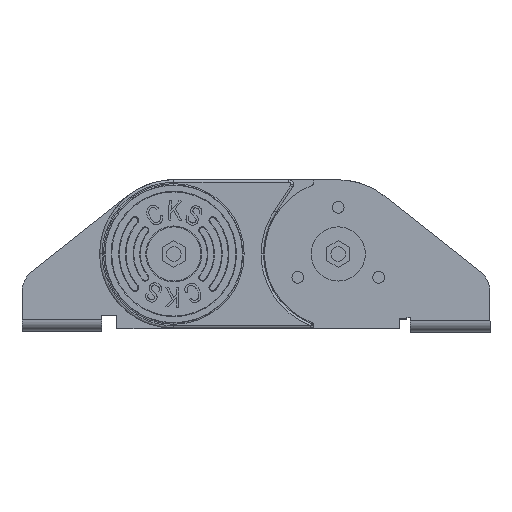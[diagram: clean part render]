
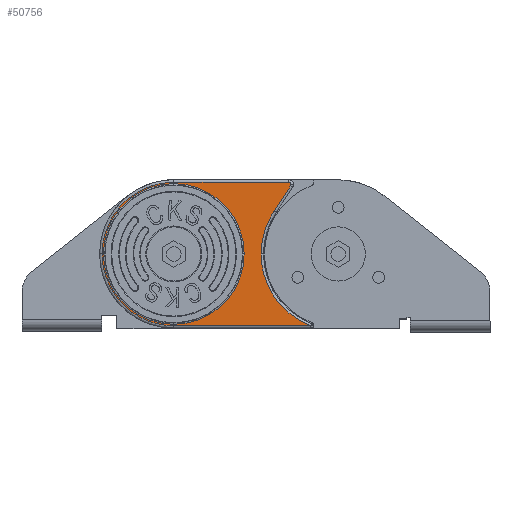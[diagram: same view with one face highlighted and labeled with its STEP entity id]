
A CAD part, top view. The second image highlights one B-rep face of the part: STEP entity #50756.
In plain terms, the highlighted planar face has unit normal (0, 0, 1).
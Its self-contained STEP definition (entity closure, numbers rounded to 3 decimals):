
#375 =( BOUNDED_CURVE ( )  B_SPLINE_CURVE ( 3, ( #33196, #48985, #33534, #21927 ),
 .UNSPECIFIED., .F., .T. ) 
 B_SPLINE_CURVE_WITH_KNOTS ( ( 4, 4 ),
 ( 0., 0.287 ),
 .UNSPECIFIED. ) 
 CURVE ( )  GEOMETRIC_REPRESENTATION_ITEM ( )  RATIONAL_B_SPLINE_CURVE ( ( 1., 0.9, 0.828, 0.786 ) ) 
 REPRESENTATION_ITEM ( '' )  );
#612 = ORIENTED_EDGE ( 'NONE', *, *, #20995, .T. ) ;
#841 = CARTESIAN_POINT ( 'NONE',  ( -43.256, 0.097, -38.955 ) ) ;
#1436 = VERTEX_POINT ( 'NONE', #39228 ) ;
#4144 = CARTESIAN_POINT ( 'NONE',  ( -4.315, 0.097, -38.955 ) ) ;
#5467 = DIRECTION ( 'NONE',  ( 0., 1., 0. ) ) ;
#5564 = CARTESIAN_POINT ( 'NONE',  ( -82.946, 26.557, -38.955 ) ) ;
#5627 = VECTOR ( 'NONE', #10045, 1000. ) ;
#5726 = CIRCLE ( 'NONE', #9085, 38.94 ) ;
#5743 = CARTESIAN_POINT ( 'NONE',  ( -63.101, 39.787, -38.955 ) ) ;
#5760 = EDGE_CURVE ( 'NONE', #12512, #16490, #36519, .T. ) ;
#7529 = FACE_BOUND ( 'NONE', #49296, .T. ) ;
#7603 = CARTESIAN_POINT ( 'NONE',  ( 5.074, 0.097, -38.955 ) ) ;
#8671 = EDGE_CURVE ( 'NONE', #49856, #1436, #35588, .T. ) ;
#8711 = VERTEX_POINT ( 'NONE', #44461 ) ;
#8790 = DIRECTION ( 'NONE',  ( -1., 0., 0. ) ) ;
#9085 = AXIS2_PLACEMENT_3D ( 'NONE', #40656, #36900, #5467 ) ;
#9672 = EDGE_CURVE ( 'NONE', #17395, #18158, #11500, .T. ) ;
#9717 = EDGE_CURVE ( 'NONE', #16490, #20618, #16799, .T. ) ;
#10045 = DIRECTION ( 'NONE',  ( 0.546, 0.838, 0. ) ) ;
#10049 = CARTESIAN_POINT ( 'NONE',  ( -82.946, 0.097, -38.955 ) ) ;
#10788 = ORIENTED_EDGE ( 'NONE', *, *, #33152, .T. ) ;
#11265 = CARTESIAN_POINT ( 'NONE',  ( -43.256, -39.593, -38.955 ) ) ;
#11500 =( BOUNDED_CURVE ( )  B_SPLINE_CURVE ( 3, ( #29481, #5743, #5564, #10049 ),
 .UNSPECIFIED., .F., .T. ) 
 B_SPLINE_CURVE_WITH_KNOTS ( ( 4, 4 ),
 ( 0., 0.5 ),
 .UNSPECIFIED. ) 
 CURVE ( )  GEOMETRIC_REPRESENTATION_ITEM ( )  RATIONAL_B_SPLINE_CURVE ( ( 1., 0.667, 0.5, 0.5 ) ) 
 REPRESENTATION_ITEM ( '' )  );
#12512 = VERTEX_POINT ( 'NONE', #44745 ) ;
#13316 = CARTESIAN_POINT ( 'NONE',  ( 21.046, 39.787, -38.955 ) ) ;
#14315 = CARTESIAN_POINT ( 'NONE',  ( 5.074, 8.973, -38.955 ) ) ;
#15463 = FACE_OUTER_BOUND ( 'NONE', #28467, .T. ) ;
#15916 = CARTESIAN_POINT ( 'NONE',  ( 21.633, 38.464, -38.955 ) ) ;
#16490 = VERTEX_POINT ( 'NONE', #40259 ) ;
#16799 =( BOUNDED_CURVE ( )  B_SPLINE_CURVE ( 3, ( #26434, #14315, #30512, #21988 ),
 .UNSPECIFIED., .F., .F. ) 
 B_SPLINE_CURVE_WITH_KNOTS ( ( 4, 4 ),
 ( 0.659, 1. ),
 .UNSPECIFIED. ) 
 CURVE ( )  GEOMETRIC_REPRESENTATION_ITEM ( )  RATIONAL_B_SPLINE_CURVE ( ( 0.827, 0.855, 0.913, 1. ) ) 
 REPRESENTATION_ITEM ( '' )  );
#16881 = LINE ( 'NONE', #41451, #24212 ) ;
#17395 = VERTEX_POINT ( 'NONE', #32123 ) ;
#17417 = VERTEX_POINT ( 'NONE', #43627 ) ;
#18158 = VERTEX_POINT ( 'NONE', #50640 ) ;
#18943 = CARTESIAN_POINT ( 'NONE',  ( -82.946, -26.363, -38.955 ) ) ;
#19124 = VERTEX_POINT ( 'NONE', #48700 ) ;
#19758 = ORIENTED_EDGE ( 'NONE', *, *, #8671, .T. ) ;
#20220 = CARTESIAN_POINT ( 'NONE',  ( -41.872, -40.929, -38.955 ) ) ;
#20618 = VERTEX_POINT ( 'NONE', #24388 ) ;
#20890 = DIRECTION ( 'NONE',  ( 0., 0., -1. ) ) ;
#20995 = EDGE_CURVE ( 'NONE', #36669, #8711, #5726, .T. ) ;
#21576 = EDGE_CURVE ( 'NONE', #20618, #19124, #29447, .T. ) ;
#21927 = CARTESIAN_POINT ( 'NONE',  ( 21.633, 38.464, -38.955 ) ) ;
#21988 = CARTESIAN_POINT ( 'NONE',  ( 12.472, 24.008, -38.955 ) ) ;
#22825 = CIRCLE ( 'NONE', #24195, 38.94 ) ;
#23208 = CARTESIAN_POINT ( 'NONE',  ( -41.872, -39.593, -38.955 ) ) ;
#23313 = CARTESIAN_POINT ( 'NONE',  ( 5.074, -18.851, -38.955 ) ) ;
#23315 = VECTOR ( 'NONE', #23380, 1000. ) ;
#23380 = DIRECTION ( 'NONE',  ( 1., 0., 0. ) ) ;
#23650 = CARTESIAN_POINT ( 'NONE',  ( 32.677, -39.593, -38.955 ) ) ;
#24195 = AXIS2_PLACEMENT_3D ( 'NONE', #841, #39991, #31802 ) ;
#24212 = VECTOR ( 'NONE', #29804, 1000. ) ;
#24388 = CARTESIAN_POINT ( 'NONE',  ( 12.472, 24.008, -38.955 ) ) ;
#24595 = CARTESIAN_POINT ( 'NONE',  ( 20.31, 39.787, -38.955 ) ) ;
#24649 = PLANE ( 'NONE',  #43945 ) ;
#24985 = EDGE_CURVE ( 'NONE', #18158, #17417, #30511, .T. ) ;
#26434 = CARTESIAN_POINT ( 'NONE',  ( 5.074, 0.097, -38.955 ) ) ;
#28202 = CARTESIAN_POINT ( 'NONE',  ( 21.633, 38.464, -38.955 ) ) ;
#28467 = EDGE_LOOP ( 'NONE', ( #10788, #42154, #40606, #37164, #30399, #19758, #40740, #48922, #50297 ) ) ;
#28599 = EDGE_CURVE ( 'NONE', #1436, #17395, #16881, .T. ) ;
#29447 = LINE ( 'NONE', #44936, #5627 ) ;
#29481 = CARTESIAN_POINT ( 'NONE',  ( -43.256, 39.787, -38.955 ) ) ;
#29804 = DIRECTION ( 'NONE',  ( -1., 0., 0. ) ) ;
#30399 = ORIENTED_EDGE ( 'NONE', *, *, #30879, .T. ) ;
#30511 =( BOUNDED_CURVE ( )  B_SPLINE_CURVE ( 3, ( #42872, #18943, #46328, #11265 ),
 .UNSPECIFIED., .F., .T. ) 
 B_SPLINE_CURVE_WITH_KNOTS ( ( 4, 4 ),
 ( 0.5, 1. ),
 .UNSPECIFIED. ) 
 CURVE ( )  GEOMETRIC_REPRESENTATION_ITEM ( )  RATIONAL_B_SPLINE_CURVE ( ( 0.5, 0.5, 0.667, 1. ) ) 
 REPRESENTATION_ITEM ( '' )  );
#30512 = CARTESIAN_POINT ( 'NONE',  ( 7.776, 17.146, -38.955 ) ) ;
#30879 = EDGE_CURVE ( 'NONE', #19124, #49856, #375, .T. ) ;
#31802 = DIRECTION ( 'NONE',  ( 0., 1., 0. ) ) ;
#32030 = EDGE_CURVE ( 'NONE', #8711, #36669, #22825, .T. ) ;
#32123 = CARTESIAN_POINT ( 'NONE',  ( -43.256, 39.787, -38.955 ) ) ;
#33152 = EDGE_CURVE ( 'NONE', #17417, #12512, #49682, .T. ) ;
#33196 = CARTESIAN_POINT ( 'NONE',  ( 21.419, 37.742, -38.955 ) ) ;
#33534 = CARTESIAN_POINT ( 'NONE',  ( 21.633, 38.196, -38.955 ) ) ;
#35588 =( BOUNDED_CURVE ( )  B_SPLINE_CURVE ( 3, ( #15916, #47388, #13316, #24595 ),
 .UNSPECIFIED., .F., .T. ) 
 B_SPLINE_CURVE_WITH_KNOTS ( ( 4, 4 ),
 ( 0.287, 1. ),
 .UNSPECIFIED. ) 
 CURVE ( )  GEOMETRIC_REPRESENTATION_ITEM ( )  RATIONAL_B_SPLINE_CURVE ( ( 0.786, 0.68, 0.751, 1. ) ) 
 REPRESENTATION_ITEM ( '' )  );
#36519 =( BOUNDED_CURVE ( )  B_SPLINE_CURVE ( 3, ( #23650, #39029, #23313, #7603 ),
 .UNSPECIFIED., .F., .T. ) 
 B_SPLINE_CURVE_WITH_KNOTS ( ( 4, 4 ),
 ( 0., 0.659 ),
 .UNSPECIFIED. ) 
 CURVE ( )  GEOMETRIC_REPRESENTATION_ITEM ( )  RATIONAL_B_SPLINE_CURVE ( ( 1., 0.831, 0.773, 0.827 ) ) 
 REPRESENTATION_ITEM ( '' )  );
#36669 = VERTEX_POINT ( 'NONE', #4144 ) ;
#36900 = DIRECTION ( 'NONE',  ( 0., 0., -1. ) ) ;
#37164 = ORIENTED_EDGE ( 'NONE', *, *, #21576, .T. ) ;
#39029 = CARTESIAN_POINT ( 'NONE',  ( 16.145, -33.456, -38.955 ) ) ;
#39228 = CARTESIAN_POINT ( 'NONE',  ( 20.31, 39.787, -38.955 ) ) ;
#39991 = DIRECTION ( 'NONE',  ( 0., 0., -1. ) ) ;
#40259 = CARTESIAN_POINT ( 'NONE',  ( 5.074, 0.097, -38.955 ) ) ;
#40606 = ORIENTED_EDGE ( 'NONE', *, *, #9717, .T. ) ;
#40656 = CARTESIAN_POINT ( 'NONE',  ( -43.256, 0.097, -38.955 ) ) ;
#40740 = ORIENTED_EDGE ( 'NONE', *, *, #28599, .T. ) ;
#41451 = CARTESIAN_POINT ( 'NONE',  ( -41.872, 39.787, -38.955 ) ) ;
#42154 = ORIENTED_EDGE ( 'NONE', *, *, #5760, .T. ) ;
#42872 = CARTESIAN_POINT ( 'NONE',  ( -82.946, 0.097, -38.955 ) ) ;
#43627 = CARTESIAN_POINT ( 'NONE',  ( -43.256, -39.593, -38.955 ) ) ;
#43945 = AXIS2_PLACEMENT_3D ( 'NONE', #20220, #20890, #8790 ) ;
#44461 = CARTESIAN_POINT ( 'NONE',  ( -82.196, 0.097, -38.955 ) ) ;
#44745 = CARTESIAN_POINT ( 'NONE',  ( 32.677, -39.593, -38.955 ) ) ;
#44936 = CARTESIAN_POINT ( 'NONE',  ( -33.417, -46.437, -38.955 ) ) ;
#46328 = CARTESIAN_POINT ( 'NONE',  ( -63.101, -39.593, -38.955 ) ) ;
#47388 = CARTESIAN_POINT ( 'NONE',  ( 21.633, 39.278, -38.955 ) ) ;
#48700 = CARTESIAN_POINT ( 'NONE',  ( 21.419, 37.742, -38.955 ) ) ;
#48922 = ORIENTED_EDGE ( 'NONE', *, *, #9672, .T. ) ;
#48985 = CARTESIAN_POINT ( 'NONE',  ( 21.554, 37.95, -38.955 ) ) ;
#49011 = ORIENTED_EDGE ( 'NONE', *, *, #32030, .T. ) ;
#49296 = EDGE_LOOP ( 'NONE', ( #49011, #612 ) ) ;
#49682 = LINE ( 'NONE', #23208, #23315 ) ;
#49856 = VERTEX_POINT ( 'NONE', #28202 ) ;
#50297 = ORIENTED_EDGE ( 'NONE', *, *, #24985, .T. ) ;
#50640 = CARTESIAN_POINT ( 'NONE',  ( -82.946, 0.097, -38.955 ) ) ;
#50756 = ADVANCED_FACE ( 'NONE', ( #15463, #7529 ), #24649, .F. ) ;
